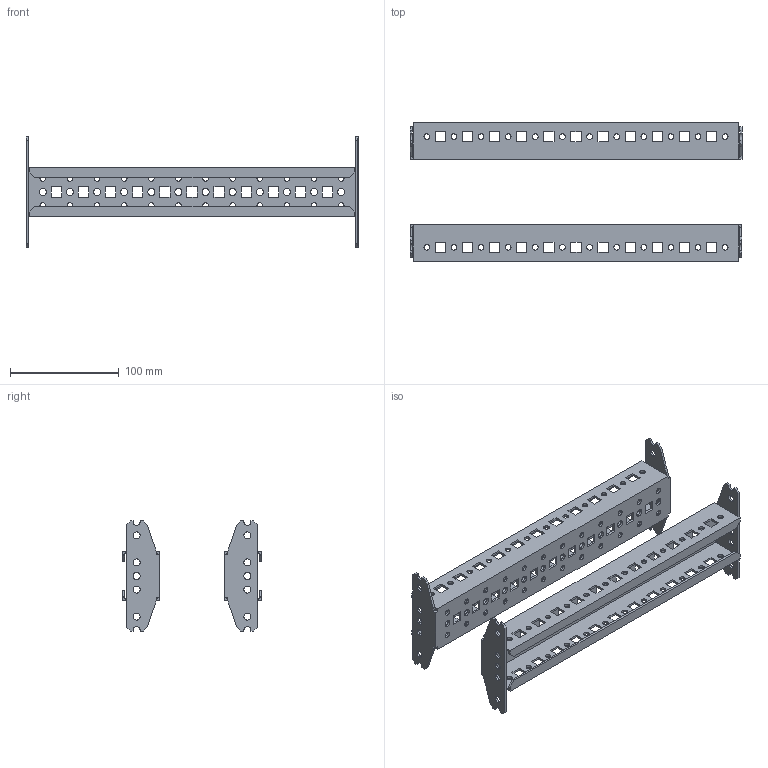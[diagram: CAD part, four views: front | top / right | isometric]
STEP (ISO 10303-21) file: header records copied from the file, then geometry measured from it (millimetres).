
FILE_DESCRIPTION (( 'STEP AP203' ), '1' );
FILE_NAME ('FO-00-VRC-040 FORMAT Ðåéêà ìîíòàæíàÿ òèï C 400 (2øò_óïàê) IEK.STEP', '2024-07-25T08:32:12', ( '' ), ( '' ), 'SwSTEP 2.0', 'SolidWorks 2022', '' );
FILE_SCHEMA (( 'CONFIG_CONTROL_DESIGN' ));
Length unit declared in the file: millimetre
Products named in the file (1): FO-00-VRC-040 FORMAT Рейка монтажная тип C 400 (2шт_упак) IEK
Bounding box: 306 x 128 x 101.5 mm (x, y, z)
Volume: 151511.1 mm3; surface area: 166207.5 mm2
Topology: 2 solids, 2 shells, 708 faces, 2112 edges, 1408 vertices
Faces by surface type: plane 420, cylinder 288
Entity records: 24751 total; most frequent: CARTESIAN_POINT 4229, ORIENTED_EDGE 4224, DIRECTION 4106, EDGE_CURVE 2112, VECTOR 1536, LINE 1536, VERTEX_POINT 1408, AXIS2_PLACEMENT_3D 1285
